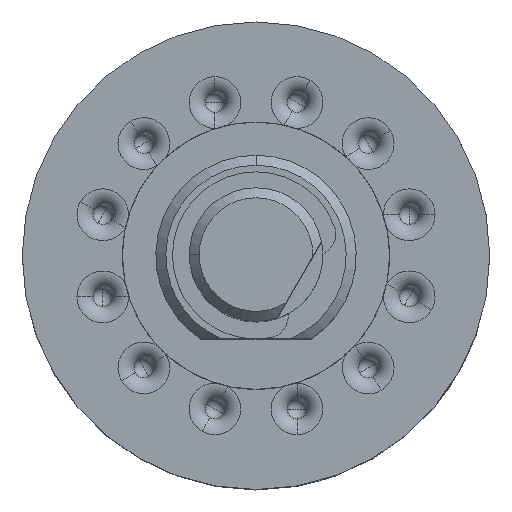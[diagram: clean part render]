
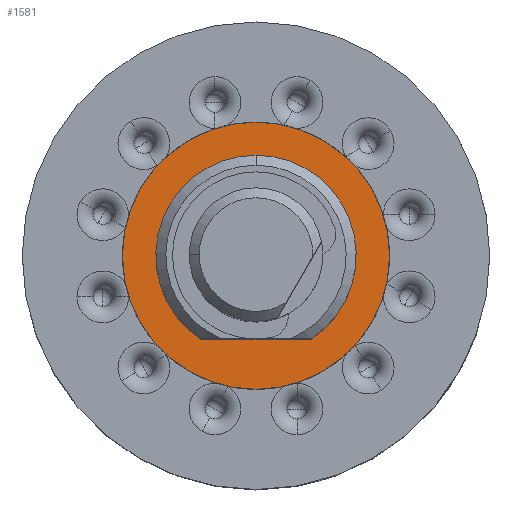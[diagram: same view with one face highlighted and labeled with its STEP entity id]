
A CAD part, top view. The second image highlights one B-rep face of the part: STEP entity #1581.
In plain terms, the highlighted planar face has unit normal (0, 0, 1).
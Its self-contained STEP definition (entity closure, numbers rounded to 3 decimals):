
#684 = DIRECTION ( 'NONE',  ( 0., -1., 0. ) ) ;
#736 = CIRCLE ( 'NONE', #11690, 4. ) ;
#769 = ORIENTED_EDGE ( 'NONE', *, *, #14684, .T. ) ;
#1394 = CARTESIAN_POINT ( 'NONE',  ( 0., 0., 0. ) ) ;
#1581 = ADVANCED_FACE ( 'NONE', ( #5946, #16644 ), #10724, .T. ) ;
#1624 = CIRCLE ( 'NONE', #14516, 3. ) ;
#2162 = ORIENTED_EDGE ( 'NONE', *, *, #14088, .F. ) ;
#2264 = DIRECTION ( 'NONE',  ( 0., 0., 1. ) ) ;
#2511 = VERTEX_POINT ( 'NONE', #9466 ) ;
#3007 = CIRCLE ( 'NONE', #5207, 3. ) ;
#3092 = EDGE_LOOP ( 'NONE', ( #769, #15382 ) ) ;
#3492 = DIRECTION ( 'NONE',  ( 0., 0., 1. ) ) ;
#3542 = EDGE_CURVE ( 'NONE', #13554, #2511, #11553, .T. ) ;
#3591 = CIRCLE ( 'NONE', #10272, 4. ) ;
#4276 = CARTESIAN_POINT ( 'NONE',  ( 1.658, -2.5, 0. ) ) ;
#4827 = CARTESIAN_POINT ( 'NONE',  ( 0., -4., 0. ) ) ;
#4933 = CARTESIAN_POINT ( 'NONE',  ( 0., 0., 0. ) ) ;
#5207 = AXIS2_PLACEMENT_3D ( 'NONE', #15699, #15633, #17037 ) ;
#5911 = DIRECTION ( 'NONE',  ( -1., 0., 0. ) ) ;
#5946 = FACE_BOUND ( 'NONE', #5965, .T. ) ;
#5965 = EDGE_LOOP ( 'NONE', ( #10233, #2162, #8709 ) ) ;
#6230 = AXIS2_PLACEMENT_3D ( 'NONE', #1394, #13901, #12326 ) ;
#7519 = VECTOR ( 'NONE', #5911, 1000. ) ;
#7624 = DIRECTION ( 'NONE',  ( 0., -1., 0. ) ) ;
#8139 = CARTESIAN_POINT ( 'NONE',  ( 0., 4., 0. ) ) ;
#8647 = VERTEX_POINT ( 'NONE', #8139 ) ;
#8709 = ORIENTED_EDGE ( 'NONE', *, *, #15246, .F. ) ;
#8903 = DIRECTION ( 'NONE',  ( 0., 0., 1. ) ) ;
#9466 = CARTESIAN_POINT ( 'NONE',  ( -1.658, -2.5, 0. ) ) ;
#10128 = CARTESIAN_POINT ( 'NONE',  ( 0., 0., 0. ) ) ;
#10233 = ORIENTED_EDGE ( 'NONE', *, *, #3542, .T. ) ;
#10272 = AXIS2_PLACEMENT_3D ( 'NONE', #17071, #8903, #684 ) ;
#10307 = VERTEX_POINT ( 'NONE', #15804 ) ;
#10724 = PLANE ( 'NONE',  #6230 ) ;
#11553 = LINE ( 'NONE', #16608, #7519 ) ;
#11690 = AXIS2_PLACEMENT_3D ( 'NONE', #4933, #2264, #15863 ) ;
#12326 = DIRECTION ( 'NONE',  ( 0., -1., 0. ) ) ;
#12730 = EDGE_CURVE ( 'NONE', #16556, #8647, #736, .T. ) ;
#13554 = VERTEX_POINT ( 'NONE', #4276 ) ;
#13901 = DIRECTION ( 'NONE',  ( 0., 0., 1. ) ) ;
#14088 = EDGE_CURVE ( 'NONE', #10307, #2511, #3007, .T. ) ;
#14516 = AXIS2_PLACEMENT_3D ( 'NONE', #10128, #3492, #7624 ) ;
#14684 = EDGE_CURVE ( 'NONE', #8647, #16556, #3591, .T. ) ;
#15246 = EDGE_CURVE ( 'NONE', #13554, #10307, #1624, .T. ) ;
#15382 = ORIENTED_EDGE ( 'NONE', *, *, #12730, .T. ) ;
#15633 = DIRECTION ( 'NONE',  ( 0., 0., 1. ) ) ;
#15699 = CARTESIAN_POINT ( 'NONE',  ( 0., 0., 0. ) ) ;
#15804 = CARTESIAN_POINT ( 'NONE',  ( 0., 3., 0. ) ) ;
#15863 = DIRECTION ( 'NONE',  ( 0., -1., 0. ) ) ;
#16556 = VERTEX_POINT ( 'NONE', #4827 ) ;
#16608 = CARTESIAN_POINT ( 'NONE',  ( 0., -2.5, 0. ) ) ;
#16644 = FACE_OUTER_BOUND ( 'NONE', #3092, .T. ) ;
#17037 = DIRECTION ( 'NONE',  ( 0., -1., 0. ) ) ;
#17071 = CARTESIAN_POINT ( 'NONE',  ( 0., 0., 0. ) ) ;
